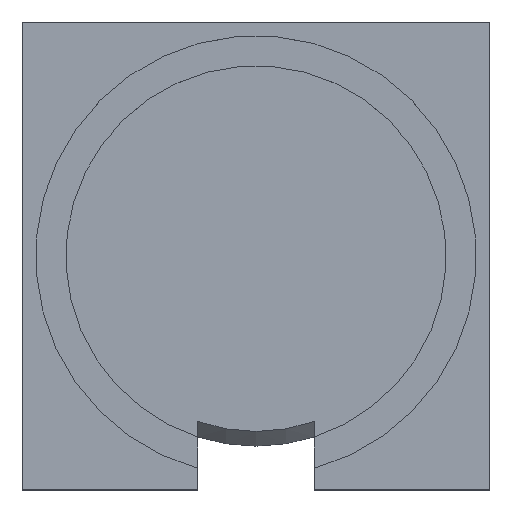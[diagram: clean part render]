
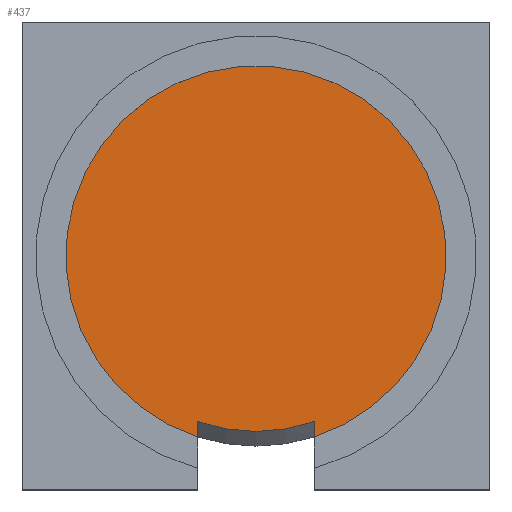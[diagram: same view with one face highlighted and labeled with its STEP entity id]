
A CAD part, top view. The second image highlights one B-rep face of the part: STEP entity #437.
In plain terms, the highlighted planar face has unit normal (0, 0, 1).
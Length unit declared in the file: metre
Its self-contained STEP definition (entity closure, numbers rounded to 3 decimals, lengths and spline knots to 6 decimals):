
#20=CIRCLE('',#475,0.065);
#22=CIRCLE('',#478,0.06);
#81=ORIENTED_EDGE('',*,*,#191,.T.);
#82=ORIENTED_EDGE('',*,*,#192,.T.);
#83=ORIENTED_EDGE('',*,*,#187,.T.);
#84=ORIENTED_EDGE('',*,*,#193,.T.);
#187=EDGE_CURVE('',#242,#243,#20,.T.);
#191=EDGE_CURVE('',#246,#247,#22,.T.);
#192=EDGE_CURVE('',#247,#242,#292,.T.);
#193=EDGE_CURVE('',#243,#246,#293,.T.);
#242=VERTEX_POINT('',#685);
#243=VERTEX_POINT('',#686);
#246=VERTEX_POINT('',#694);
#247=VERTEX_POINT('',#695);
#292=LINE('',#696,#346);
#293=LINE('',#697,#347);
#346=VECTOR('',#561,1.);
#347=VECTOR('',#562,1.);
#372=EDGE_LOOP('',(#81,#82,#83,#84));
#395=FACE_BOUND('',#372,.T.);
#417=PLANE('',#477);
#437=ADVANCED_FACE('',(#395),#417,.T.);
#475=AXIS2_PLACEMENT_3D('',#684,#551,#552);
#477=AXIS2_PLACEMENT_3D('',#692,#557,#558);
#478=AXIS2_PLACEMENT_3D('',#693,#559,#560);
#551=DIRECTION('',(0.,0.,1.));
#552=DIRECTION('',(1.,0.,0.));
#557=DIRECTION('',(0.,0.,1.));
#558=DIRECTION('',(1.,0.,0.));
#559=DIRECTION('',(0.,0.,1.));
#560=DIRECTION('',(1.,0.,0.));
#561=DIRECTION('',(0.,-1.,0.));
#562=DIRECTION('',(0.,1.,0.));
#684=CARTESIAN_POINT('',(0.,0.,0.007));
#685=CARTESIAN_POINT('',(0.02,-0.061847,0.007));
#686=CARTESIAN_POINT('',(-0.02,-0.061847,0.007));
#692=CARTESIAN_POINT('',(0.,0.,0.007));
#693=CARTESIAN_POINT('',(0.,0.,0.007));
#694=CARTESIAN_POINT('',(-0.02,-0.056569,0.007));
#695=CARTESIAN_POINT('',(0.02,-0.056569,0.007));
#696=CARTESIAN_POINT('',(0.02,0.,0.007));
#697=CARTESIAN_POINT('',(-0.02,-0.07873,0.007));
